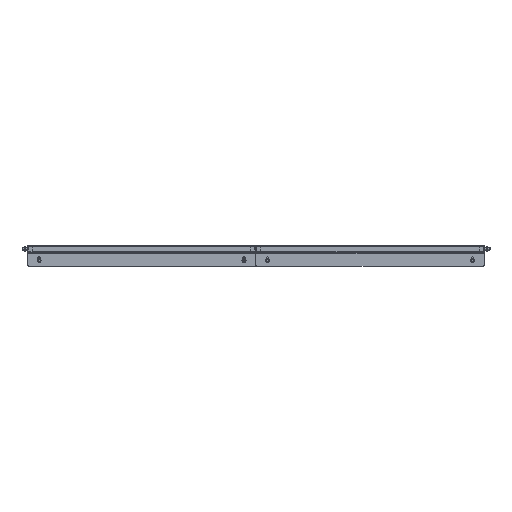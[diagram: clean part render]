
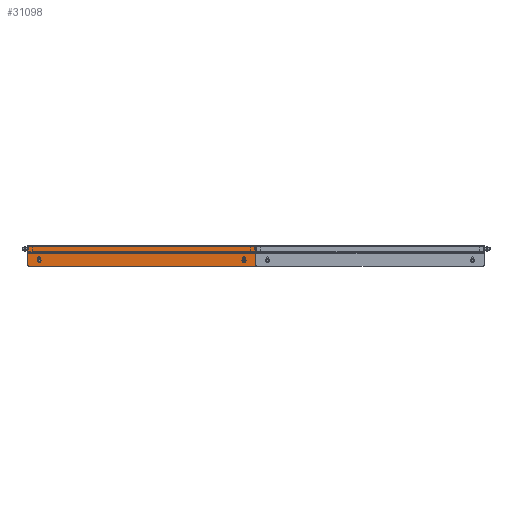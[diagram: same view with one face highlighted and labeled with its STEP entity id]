
A CAD part, front view. The second image highlights one B-rep face of the part: STEP entity #31098.
In plain terms, the highlighted planar face has unit normal (0, -1, 0).
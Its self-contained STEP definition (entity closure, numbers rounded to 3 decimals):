
#166 = LINE ( 'NONE', #5534, #18376 ) ;
#473 = DIRECTION ( 'NONE',  ( 0., 0., -1. ) ) ;
#732 = VECTOR ( 'NONE', #17870, 1000. ) ;
#1216 = CARTESIAN_POINT ( 'NONE',  ( 306.5, -20., 0. ) ) ;
#1234 = CARTESIAN_POINT ( 'NONE',  ( 306.5, -20., -51. ) ) ;
#1279 = DIRECTION ( 'NONE',  ( 0., 0., 1. ) ) ;
#1389 = LINE ( 'NONE', #9795, #26430 ) ;
#1822 = ORIENTED_EDGE ( 'NONE', *, *, #25040, .F. ) ;
#2032 = ORIENTED_EDGE ( 'NONE', *, *, #3334, .F. ) ;
#2142 = VERTEX_POINT ( 'NONE', #18358 ) ;
#2197 = DIRECTION ( 'NONE',  ( 0., -1., 0. ) ) ;
#2981 = AXIS2_PLACEMENT_3D ( 'NONE', #5273, #32273, #35127 ) ;
#3334 = EDGE_CURVE ( 'NONE', #24552, #33866, #1389, .T. ) ;
#3352 = ORIENTED_EDGE ( 'NONE', *, *, #8999, .F. ) ;
#3389 = DIRECTION ( 'NONE',  ( 0., -1., 0. ) ) ;
#3702 = CARTESIAN_POINT ( 'NONE',  ( -278.5, -20., -42. ) ) ;
#3960 = CARTESIAN_POINT ( 'NONE',  ( 275., -20., -34. ) ) ;
#4262 = DIRECTION ( 'NONE',  ( 0., -1., 0. ) ) ;
#4421 = CARTESIAN_POINT ( 'NONE',  ( -301.5, -20., -51. ) ) ;
#4900 = DIRECTION ( 'NONE',  ( 0., 0., 1. ) ) ;
#4926 = FACE_BOUND ( 'NONE', #33467, .T. ) ;
#5142 = CARTESIAN_POINT ( 'NONE',  ( -271.5, -20., -34. ) ) ;
#5273 = CARTESIAN_POINT ( 'NONE',  ( 0., -20., 0. ) ) ;
#5428 = VERTEX_POINT ( 'NONE', #1234 ) ;
#5534 = CARTESIAN_POINT ( 'NONE',  ( 278.5, -20., -42. ) ) ;
#5679 = CARTESIAN_POINT ( 'NONE',  ( -275., -20., -30.5 ) ) ;
#5683 = VERTEX_POINT ( 'NONE', #18184 ) ;
#5740 = CARTESIAN_POINT ( 'NONE',  ( -275., -20., -34. ) ) ;
#6418 = CIRCLE ( 'NONE', #16155, 3.5 ) ;
#6523 = ORIENTED_EDGE ( 'NONE', *, *, #6890, .T. ) ;
#6890 = EDGE_CURVE ( 'NONE', #24552, #35186, #32674, .T. ) ;
#7223 = DIRECTION ( 'NONE',  ( 0., 0., 1. ) ) ;
#7548 = CARTESIAN_POINT ( 'NONE',  ( 275., -20., -30.5 ) ) ;
#7845 = EDGE_LOOP ( 'NONE', ( #6523, #17964, #29338, #33112, #33845, #2032 ) ) ;
#8162 = EDGE_CURVE ( 'NONE', #18789, #5683, #22772, .T. ) ;
#8409 = AXIS2_PLACEMENT_3D ( 'NONE', #4421, #4262, #23389 ) ;
#8766 = CARTESIAN_POINT ( 'NONE',  ( 275., -20., -34. ) ) ;
#8774 = VERTEX_POINT ( 'NONE', #9230 ) ;
#8786 = EDGE_CURVE ( 'NONE', #5683, #5428, #23070, .T. ) ;
#8999 = EDGE_CURVE ( 'NONE', #11524, #31708, #13889, .T. ) ;
#9185 = DIRECTION ( 'NONE',  ( 1., 0., 0. ) ) ;
#9230 = CARTESIAN_POINT ( 'NONE',  ( 271.5, -20., -42. ) ) ;
#9424 = DIRECTION ( 'NONE',  ( 0., 0., 1. ) ) ;
#9452 = VERTEX_POINT ( 'NONE', #30137 ) ;
#9475 = AXIS2_PLACEMENT_3D ( 'NONE', #17439, #2197, #7223 ) ;
#9655 = ORIENTED_EDGE ( 'NONE', *, *, #22000, .F. ) ;
#9795 = CARTESIAN_POINT ( 'NONE',  ( 306.5, -20., -3.2 ) ) ;
#9962 = CARTESIAN_POINT ( 'NONE',  ( 301.5, -20., -51. ) ) ;
#10048 = DIRECTION ( 'NONE',  ( 0., 0., 1. ) ) ;
#10416 = EDGE_CURVE ( 'NONE', #2142, #9452, #166, .T. ) ;
#10615 = CIRCLE ( 'NONE', #16877, 3.5 ) ;
#11113 = EDGE_CURVE ( 'NONE', #9452, #12903, #6418, .T. ) ;
#11524 = VERTEX_POINT ( 'NONE', #5679 ) ;
#12098 = AXIS2_PLACEMENT_3D ( 'NONE', #3960, #15059, #10048 ) ;
#12505 = VECTOR ( 'NONE', #23046, 1000. ) ;
#12867 = CARTESIAN_POINT ( 'NONE',  ( -271.5, -20., -42. ) ) ;
#12903 = VERTEX_POINT ( 'NONE', #7548 ) ;
#13145 = VECTOR ( 'NONE', #33447, 1000. ) ;
#13207 = LINE ( 'NONE', #12867, #33413 ) ;
#13457 = DIRECTION ( 'NONE',  ( 0., -1., 0. ) ) ;
#13889 = CIRCLE ( 'NONE', #20168, 3.5 ) ;
#14413 = CARTESIAN_POINT ( 'NONE',  ( 271.5, -20., -34. ) ) ;
#14525 = CARTESIAN_POINT ( 'NONE',  ( -278.5, -20., -34. ) ) ;
#15059 = DIRECTION ( 'NONE',  ( 0., -1., 0. ) ) ;
#15829 = PLANE ( 'NONE',  #2981 ) ;
#15991 = ORIENTED_EDGE ( 'NONE', *, *, #11113, .F. ) ;
#15993 = VERTEX_POINT ( 'NONE', #19239 ) ;
#16155 = AXIS2_PLACEMENT_3D ( 'NONE', #8766, #3389, #19468 ) ;
#16190 = VECTOR ( 'NONE', #473, 1000. ) ;
#16351 = CARTESIAN_POINT ( 'NONE',  ( -306.5, -20., -51. ) ) ;
#16877 = AXIS2_PLACEMENT_3D ( 'NONE', #17022, #22922, #1279 ) ;
#16995 = LINE ( 'NONE', #22547, #13145 ) ;
#17022 = CARTESIAN_POINT ( 'NONE',  ( -275., -20., -42. ) ) ;
#17031 = EDGE_CURVE ( 'NONE', #5428, #33866, #19994, .T. ) ;
#17439 = CARTESIAN_POINT ( 'NONE',  ( -275., -20., -34. ) ) ;
#17472 = CIRCLE ( 'NONE', #27698, 3.5 ) ;
#17870 = DIRECTION ( 'NONE',  ( 0., 0., 1. ) ) ;
#17897 = CARTESIAN_POINT ( 'NONE',  ( -306.5, -20., -3.2 ) ) ;
#17964 = ORIENTED_EDGE ( 'NONE', *, *, #25191, .T. ) ;
#18184 = CARTESIAN_POINT ( 'NONE',  ( 301.5, -20., -56. ) ) ;
#18358 = CARTESIAN_POINT ( 'NONE',  ( 278.5, -20., -42. ) ) ;
#18376 = VECTOR ( 'NONE', #35211, 1000. ) ;
#18515 = VECTOR ( 'NONE', #9185, 1000. ) ;
#18685 = CIRCLE ( 'NONE', #8409, 5. ) ;
#18789 = VERTEX_POINT ( 'NONE', #21962 ) ;
#18815 = DIRECTION ( 'NONE',  ( 0., 0., 1. ) ) ;
#18875 = VERTEX_POINT ( 'NONE', #3702 ) ;
#19239 = CARTESIAN_POINT ( 'NONE',  ( -271.5, -20., -42. ) ) ;
#19468 = DIRECTION ( 'NONE',  ( 0., 0., 1. ) ) ;
#19994 = LINE ( 'NONE', #1216, #732 ) ;
#20168 = AXIS2_PLACEMENT_3D ( 'NONE', #5740, #13457, #18815 ) ;
#20333 = DIRECTION ( 'NONE',  ( 1., 0., 0. ) ) ;
#20863 = CIRCLE ( 'NONE', #9475, 3.5 ) ;
#21066 = ORIENTED_EDGE ( 'NONE', *, *, #21928, .F. ) ;
#21070 = DIRECTION ( 'NONE',  ( 0., 0., 1. ) ) ;
#21119 = EDGE_CURVE ( 'NONE', #12903, #29593, #33769, .T. ) ;
#21716 = EDGE_CURVE ( 'NONE', #15993, #34651, #13207, .T. ) ;
#21928 = EDGE_CURVE ( 'NONE', #34651, #11524, #20863, .T. ) ;
#21962 = CARTESIAN_POINT ( 'NONE',  ( -301.5, -20., -56. ) ) ;
#22000 = EDGE_CURVE ( 'NONE', #8774, #2142, #17472, .T. ) ;
#22212 = EDGE_CURVE ( 'NONE', #18875, #15993, #10615, .T. ) ;
#22547 = CARTESIAN_POINT ( 'NONE',  ( 271.5, -20., -42. ) ) ;
#22665 = CARTESIAN_POINT ( 'NONE',  ( -278.5, -20., -42. ) ) ;
#22772 = LINE ( 'NONE', #33666, #18515 ) ;
#22922 = DIRECTION ( 'NONE',  ( 0., -1., 0. ) ) ;
#23046 = DIRECTION ( 'NONE',  ( 0., 0., -1. ) ) ;
#23070 = CIRCLE ( 'NONE', #35053, 5. ) ;
#23389 = DIRECTION ( 'NONE',  ( 0., 0., 1. ) ) ;
#24552 = VERTEX_POINT ( 'NONE', #17897 ) ;
#24753 = FACE_OUTER_BOUND ( 'NONE', #7845, .T. ) ;
#25040 = EDGE_CURVE ( 'NONE', #31708, #18875, #34102, .T. ) ;
#25191 = EDGE_CURVE ( 'NONE', #35186, #18789, #18685, .T. ) ;
#26204 = CARTESIAN_POINT ( 'NONE',  ( 306.5, -20., -3.2 ) ) ;
#26430 = VECTOR ( 'NONE', #20333, 1000. ) ;
#27698 = AXIS2_PLACEMENT_3D ( 'NONE', #28669, #29384, #4900 ) ;
#28669 = CARTESIAN_POINT ( 'NONE',  ( 275., -20., -42. ) ) ;
#29338 = ORIENTED_EDGE ( 'NONE', *, *, #8162, .T. ) ;
#29384 = DIRECTION ( 'NONE',  ( 0., -1., 0. ) ) ;
#29593 = VERTEX_POINT ( 'NONE', #14413 ) ;
#29915 = ORIENTED_EDGE ( 'NONE', *, *, #32678, .F. ) ;
#29938 = FACE_BOUND ( 'NONE', #31977, .T. ) ;
#30137 = CARTESIAN_POINT ( 'NONE',  ( 278.5, -20., -34. ) ) ;
#30322 = CARTESIAN_POINT ( 'NONE',  ( -306.5, -20., 0. ) ) ;
#30860 = ORIENTED_EDGE ( 'NONE', *, *, #21716, .F. ) ;
#31098 = ADVANCED_FACE ( 'NONE', ( #29938, #4926, #24753 ), #15829, .F. ) ;
#31268 = ORIENTED_EDGE ( 'NONE', *, *, #10416, .F. ) ;
#31708 = VERTEX_POINT ( 'NONE', #14525 ) ;
#31977 = EDGE_LOOP ( 'NONE', ( #30860, #33339, #1822, #3352, #21066 ) ) ;
#32273 = DIRECTION ( 'NONE',  ( 0., 1., 0. ) ) ;
#32674 = LINE ( 'NONE', #30322, #16190 ) ;
#32678 = EDGE_CURVE ( 'NONE', #29593, #8774, #16995, .T. ) ;
#32840 = ORIENTED_EDGE ( 'NONE', *, *, #21119, .F. ) ;
#33112 = ORIENTED_EDGE ( 'NONE', *, *, #8786, .T. ) ;
#33339 = ORIENTED_EDGE ( 'NONE', *, *, #22212, .F. ) ;
#33413 = VECTOR ( 'NONE', #21070, 1000. ) ;
#33447 = DIRECTION ( 'NONE',  ( 0., 0., -1. ) ) ;
#33467 = EDGE_LOOP ( 'NONE', ( #31268, #9655, #29915, #32840, #15991 ) ) ;
#33666 = CARTESIAN_POINT ( 'NONE',  ( 0., -20., -56. ) ) ;
#33769 = CIRCLE ( 'NONE', #12098, 3.5 ) ;
#33845 = ORIENTED_EDGE ( 'NONE', *, *, #17031, .T. ) ;
#33866 = VERTEX_POINT ( 'NONE', #26204 ) ;
#33908 = DIRECTION ( 'NONE',  ( 0., -1., 0. ) ) ;
#34102 = LINE ( 'NONE', #22665, #12505 ) ;
#34651 = VERTEX_POINT ( 'NONE', #5142 ) ;
#35053 = AXIS2_PLACEMENT_3D ( 'NONE', #9962, #33908, #9424 ) ;
#35127 = DIRECTION ( 'NONE',  ( 0., 0., 1. ) ) ;
#35186 = VERTEX_POINT ( 'NONE', #16351 ) ;
#35211 = DIRECTION ( 'NONE',  ( 0., 0., 1. ) ) ;
